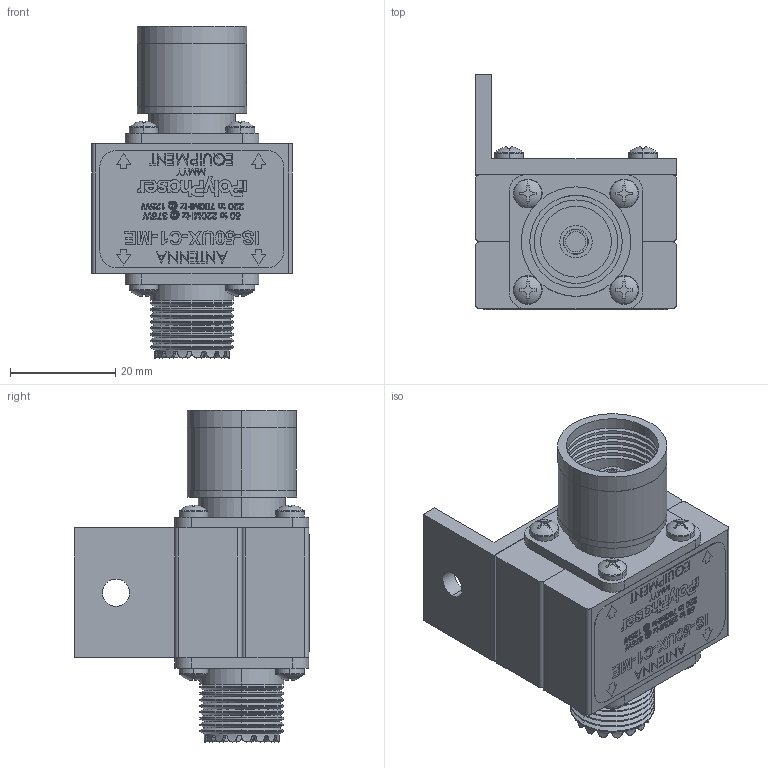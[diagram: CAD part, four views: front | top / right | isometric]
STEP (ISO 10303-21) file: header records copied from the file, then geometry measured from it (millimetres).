
FILE_DESCRIPTION (( 'STEP AP214' ), '1' );
FILE_NAME ('IS-50UX-C1-ME.STEP', '2019-07-30T20:08:19', ( '' ), ( '' ), 'SwSTEP 2.0', 'SolidWorks 2019', '' );
FILE_SCHEMA (( 'AUTOMOTIVE_DESIGN' ));
Length unit declared in the file: inch
Products named in the file (12): 9030-0084; 1081-0251-05; IS-50UX-C1-ME; 5100-0007; 5230-0002; 2021-2100-01; Solder_2600-166; 7020-0469; 2021-2100; 5100-0006; 9040-0579; 2022-2100-02
Assembly tree (19 placements, depth 3):
  IS-50UX-C1-ME
    5100-0006
    9030-0084
      5100-0007
    5230-0002
    2021-2100-01
      2021-2100
    1081-0251-05  x10
    7020-0469
    9040-0579
      2022-2100-02
  Solder_2600-166
Bounding box: 38.1 x 44.6 x 62.99 mm (x, y, z)
Volume: 30472 mm3; surface area: 22538.7 mm2
Topology: 16 solids, 16 shells, 2509 faces, 6138 edges, 3777 vertices
Faces by surface type: plane 944, cylinder 610, cone 588, bspline 325, torus 42
Entity records: 77814 total; most frequent: CARTESIAN_POINT 28555, ORIENTED_EDGE 8096, DIRECTION 6351, EDGE_CURVE 4048, VERTEX_POINT 2634, VECTOR 2615, LINE 2615, AXIS2_PLACEMENT_3D 1868
